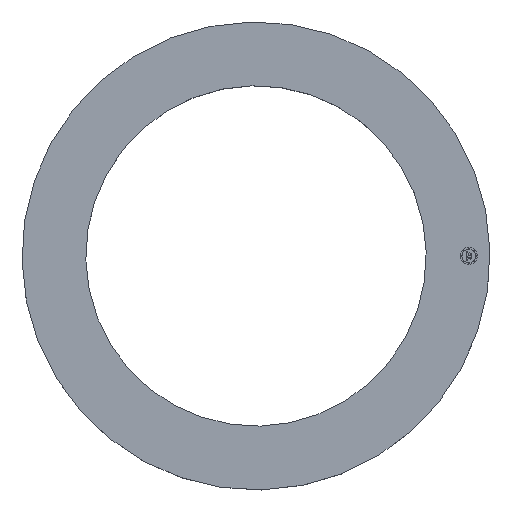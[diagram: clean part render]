
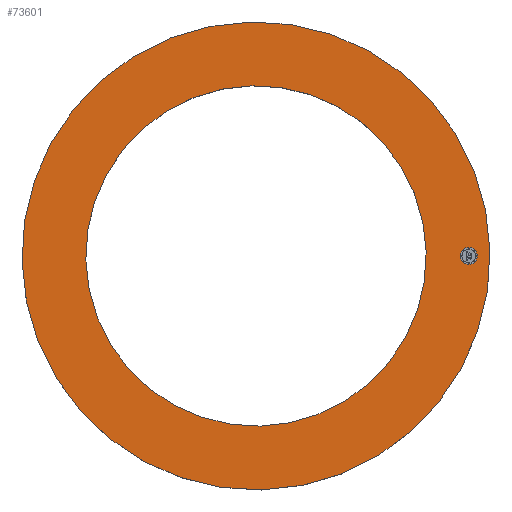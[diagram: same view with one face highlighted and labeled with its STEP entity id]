
A CAD part, top view. The second image highlights one B-rep face of the part: STEP entity #73601.
In plain terms, the highlighted planar face has unit normal (0, 0, 1).
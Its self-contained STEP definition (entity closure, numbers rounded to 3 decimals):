
#4666=AXIS2_PLACEMENT_3D('Circle Axis2P3D',#4664,#4665,$) ;
#4685=AXIS2_PLACEMENT_3D('Circle Axis2P3D',#4683,#4684,$) ;
#7281=AXIS2_PLACEMENT_3D('Circle Axis2P3D',#7279,#7280,$) ;
#7307=AXIS2_PLACEMENT_3D('Circle Axis2P3D',#7305,#7306,$) ;
#73573=AXIS2_PLACEMENT_3D('Plane Axis2P3D',#73570,#73571,#73572) ;
#73585=AXIS2_PLACEMENT_3D('Circle Axis2P3D',#73583,#73584,$) ;
#73594=AXIS2_PLACEMENT_3D('Circle Axis2P3D',#73592,#73593,$) ;
#4661=CARTESIAN_POINT('Vertex',(-6.592,-12.067,2.25)) ;
#4664=CARTESIAN_POINT('Axis2P3D Location',(0.,0.,2.25)) ;
#4668=CARTESIAN_POINT('Vertex',(6.592,12.067,2.25)) ;
#4683=CARTESIAN_POINT('Axis2P3D Location',(0.,0.,2.25)) ;
#7279=CARTESIAN_POINT('Axis2P3D Location',(0.,0.,2.25)) ;
#7283=CARTESIAN_POINT('Vertex',(4.794,8.776,2.25)) ;
#7285=CARTESIAN_POINT('Vertex',(-4.794,-8.776,2.25)) ;
#7305=CARTESIAN_POINT('Axis2P3D Location',(0.,0.,2.25)) ;
#73570=CARTESIAN_POINT('Axis2P3D Location',(0.,10.,2.25)) ;
#73583=CARTESIAN_POINT('Axis2P3D Location',(12.5,0.,2.25)) ;
#73587=CARTESIAN_POINT('Vertex',(12.5,-0.5,2.25)) ;
#73589=CARTESIAN_POINT('Vertex',(12.5,0.5,2.25)) ;
#73592=CARTESIAN_POINT('Axis2P3D Location',(12.5,0.,2.25)) ;
#4665=DIRECTION('Axis2P3D Direction',(0.,0.,-0.039)) ;
#4684=DIRECTION('Axis2P3D Direction',(0.,0.,-0.039)) ;
#7280=DIRECTION('Axis2P3D Direction',(0.,0.,-0.039)) ;
#7306=DIRECTION('Axis2P3D Direction',(0.,0.,-0.039)) ;
#73571=DIRECTION('Axis2P3D Direction',(0.,0.,-0.039)) ;
#73572=DIRECTION('Axis2P3D XDirection',(0.039,0.,0.)) ;
#73584=DIRECTION('Axis2P3D Direction',(0.,0.,-0.039)) ;
#73593=DIRECTION('Axis2P3D Direction',(0.,0.,-0.039)) ;
#73576=ORIENTED_EDGE('',*,*,#4687,.F.) ;
#73577=ORIENTED_EDGE('',*,*,#4670,.F.) ;
#73580=ORIENTED_EDGE('',*,*,#7309,.T.) ;
#73581=ORIENTED_EDGE('',*,*,#7287,.T.) ;
#73598=ORIENTED_EDGE('',*,*,#73591,.F.) ;
#73599=ORIENTED_EDGE('',*,*,#73596,.F.) ;
#73582=FACE_BOUND('',#73579,.T.) ;
#73600=FACE_BOUND('',#73597,.T.) ;
#73601=ADVANCED_FACE('PartBody',(#73578,#73582,#73600),#73574,.F.) ;
#4667=CIRCLE('generated circle',#4666,13.75) ;
#4686=CIRCLE('generated circle',#4685,13.75) ;
#7282=CIRCLE('generated circle',#7281,10.) ;
#7308=CIRCLE('generated circle',#7307,10.) ;
#73586=CIRCLE('generated circle',#73585,0.5) ;
#73595=CIRCLE('generated circle',#73594,0.5) ;
#4670=EDGE_CURVE('',#4662,#4669,#4667,.T.) ;
#4687=EDGE_CURVE('',#4669,#4662,#4686,.T.) ;
#7287=EDGE_CURVE('',#7284,#7286,#7282,.T.) ;
#7309=EDGE_CURVE('',#7286,#7284,#7308,.T.) ;
#73591=EDGE_CURVE('',#73588,#73590,#73586,.F.) ;
#73596=EDGE_CURVE('',#73590,#73588,#73595,.F.) ;
#73575=EDGE_LOOP('',(#73576,#73577)) ;
#73579=EDGE_LOOP('',(#73580,#73581)) ;
#73597=EDGE_LOOP('',(#73598,#73599)) ;
#73578=FACE_OUTER_BOUND('',#73575,.T.) ;
#73574=PLANE('',#73573) ;
#4662=VERTEX_POINT('',#4661) ;
#4669=VERTEX_POINT('',#4668) ;
#7284=VERTEX_POINT('',#7283) ;
#7286=VERTEX_POINT('',#7285) ;
#73588=VERTEX_POINT('',#73587) ;
#73590=VERTEX_POINT('',#73589) ;
